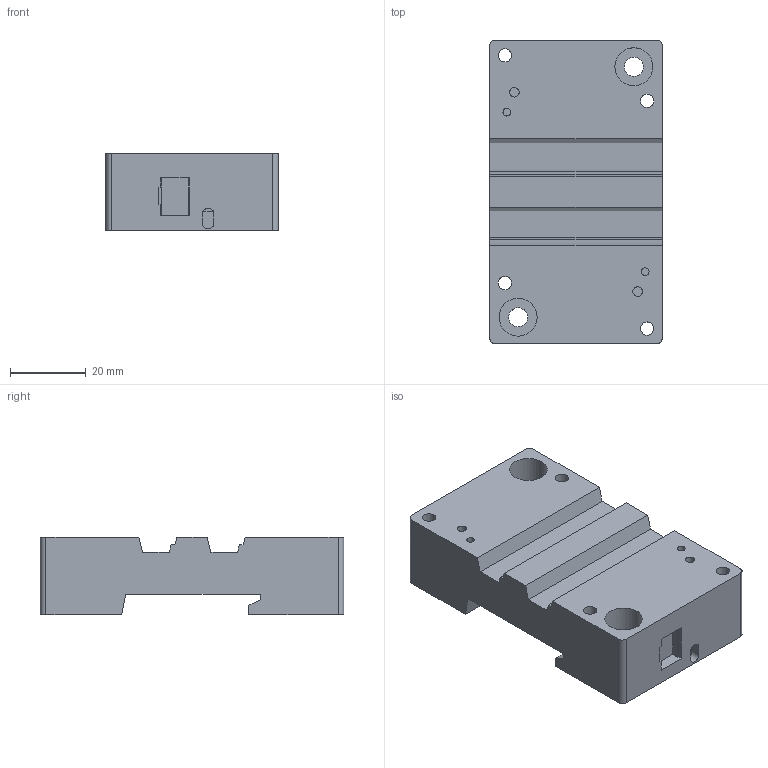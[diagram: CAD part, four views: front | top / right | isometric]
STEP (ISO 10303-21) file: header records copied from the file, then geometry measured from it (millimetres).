
FILE_DESCRIPTION(/* description */ ('Alibre Inc.'),/* implementation_level */ '2;1');
FILE_NAME(/* name */ 'export-32E770A9-A3A9-42C4-B66E-0EF9A35B49AA',/* time_stamp */ '2023-01-17T13:29:31+01:00',/* author */ (''),/* organization */ (''),/* preprocessor_version */ 'ST-DEVELOPER v17',/* originating_system */ 'Alibre',/* authorisation */ '');
FILE_SCHEMA (('AUTOMOTIVE_DESIGN'));
Length unit declared in the file: centimetre
Bounding box: 45.5 x 80 x 20.5 mm (x, y, z)
Volume: 58349.6 mm3; surface area: 15533 mm2
Topology: 1 solids, 1 shells, 71 faces, 192 edges, 130 vertices
Faces by surface type: plane 53, cylinder 18
Full cylindrical faces by diameter (mm): 2 x2, 2.5 x2, 3.5 x4, 5 x2, 10 x2
Entity records: 2056 total; most frequent: CARTESIAN_POINT 356, ORIENTED_EDGE 348, DIRECTION 288, EDGE_CURVE 174, VECTOR 127, LINE 127, VERTEX_POINT 124, AXIS2_PLACEMENT_3D 105
